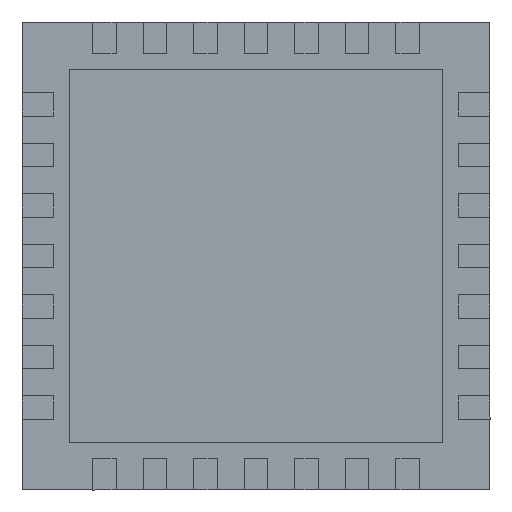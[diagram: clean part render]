
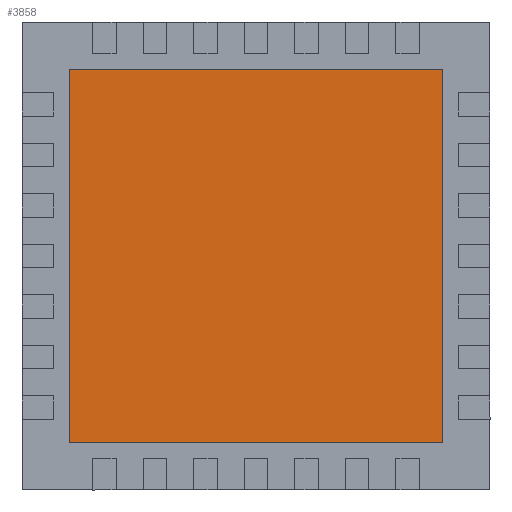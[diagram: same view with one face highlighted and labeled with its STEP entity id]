
A CAD part, front view. The second image highlights one B-rep face of the part: STEP entity #3858.
In plain terms, the highlighted planar face has unit normal (0, -1, 0).
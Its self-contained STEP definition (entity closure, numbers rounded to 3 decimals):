
#186 = ORIENTED_EDGE ( 'NONE', *, *, #3657, .T. ) ;
#316 = CARTESIAN_POINT ( 'NONE',  ( -2.4, -0.02, -2.4 ) ) ;
#871 = ORIENTED_EDGE ( 'NONE', *, *, #4596, .T. ) ;
#973 = VECTOR ( 'NONE', #1462, 1000. ) ;
#976 = VERTEX_POINT ( 'NONE', #5923 ) ;
#1266 = FACE_OUTER_BOUND ( 'NONE', #3473, .T. ) ;
#1434 = ORIENTED_EDGE ( 'NONE', *, *, #3422, .T. ) ;
#1462 = DIRECTION ( 'NONE',  ( 0., 0., 1. ) ) ;
#1489 = VECTOR ( 'NONE', #2580, 1000. ) ;
#1501 = LINE ( 'NONE', #316, #1794 ) ;
#1728 = VERTEX_POINT ( 'NONE', #5343 ) ;
#1794 = VECTOR ( 'NONE', #3861, 1000. ) ;
#2010 = VECTOR ( 'NONE', #7077, 1000. ) ;
#2289 = EDGE_CURVE ( 'NONE', #976, #4536, #6211, .T. ) ;
#2580 = DIRECTION ( 'NONE',  ( -1., 0., 0. ) ) ;
#3378 = VERTEX_POINT ( 'NONE', #5100 ) ;
#3422 = EDGE_CURVE ( 'NONE', #1728, #976, #6355, .T. ) ;
#3472 = CARTESIAN_POINT ( 'NONE',  ( -2.4, -0.02, 2.4 ) ) ;
#3473 = EDGE_LOOP ( 'NONE', ( #1434, #4225, #186, #871 ) ) ;
#3657 = EDGE_CURVE ( 'NONE', #4536, #3378, #1501, .T. ) ;
#3858 = ADVANCED_FACE ( 'NONE', ( #1266 ), #6169, .F. ) ;
#3861 = DIRECTION ( 'NONE',  ( 0., 0., -1. ) ) ;
#4047 = LINE ( 'NONE', #6459, #2010 ) ;
#4225 = ORIENTED_EDGE ( 'NONE', *, *, #2289, .T. ) ;
#4327 = CARTESIAN_POINT ( 'NONE',  ( -2.4, -0.02, 2.4 ) ) ;
#4333 = DIRECTION ( 'NONE',  ( 0., 1., 0. ) ) ;
#4536 = VERTEX_POINT ( 'NONE', #3472 ) ;
#4596 = EDGE_CURVE ( 'NONE', #3378, #1728, #4047, .T. ) ;
#5100 = CARTESIAN_POINT ( 'NONE',  ( -2.4, -0.02, -2.4 ) ) ;
#5343 = CARTESIAN_POINT ( 'NONE',  ( 2.4, -0.02, -2.4 ) ) ;
#5500 = DIRECTION ( 'NONE',  ( 0., 0., 1. ) ) ;
#5923 = CARTESIAN_POINT ( 'NONE',  ( 2.4, -0.02, 2.4 ) ) ;
#6169 = PLANE ( 'NONE',  #7232 ) ;
#6211 = LINE ( 'NONE', #4327, #1489 ) ;
#6355 = LINE ( 'NONE', #6886, #973 ) ;
#6459 = CARTESIAN_POINT ( 'NONE',  ( -2.4, -0.02, -2.4 ) ) ;
#6886 = CARTESIAN_POINT ( 'NONE',  ( 2.4, -0.02, -2.4 ) ) ;
#7077 = DIRECTION ( 'NONE',  ( 1., 0., 0. ) ) ;
#7232 = AXIS2_PLACEMENT_3D ( 'NONE', #7349, #4333, #5500 ) ;
#7349 = CARTESIAN_POINT ( 'NONE',  ( 0., -0.02, 0. ) ) ;
